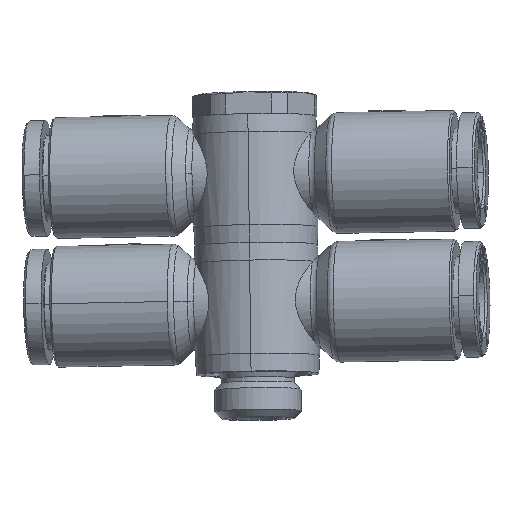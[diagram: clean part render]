
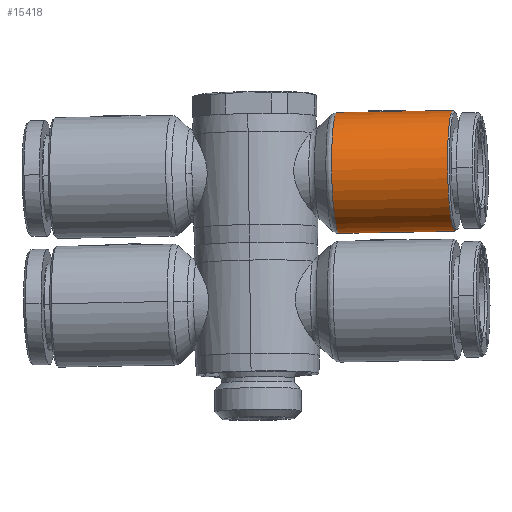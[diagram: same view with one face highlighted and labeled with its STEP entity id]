
A CAD part, front view. The second image highlights one B-rep face of the part: STEP entity #15418.
In plain terms, the highlighted cylindrical face has radius 6.8 mm (diameter 13.6 mm), a partial arc.
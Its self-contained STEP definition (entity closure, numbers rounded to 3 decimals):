
#46 = EDGE_CURVE ( 'NONE', #20808, #8336, #47757, .T. ) ;
#1119 = VECTOR ( 'NONE', #27283, 1000. ) ;
#1896 = CARTESIAN_POINT ( 'NONE',  ( -13., 0., -6.8 ) ) ;
#2350 = VECTOR ( 'NONE', #32451, 1000. ) ;
#2882 = AXIS2_PLACEMENT_3D ( 'NONE', #58868, #17684, #49744 ) ;
#3012 = VERTEX_POINT ( 'NONE', #17992 ) ;
#3712 = ORIENTED_EDGE ( 'NONE', *, *, #53305, .T. ) ;
#4955 = CARTESIAN_POINT ( 'NONE',  ( -13., 0., 6.8 ) ) ;
#5320 = CIRCLE ( 'NONE', #2882, 6.8 ) ;
#5951 = DIRECTION ( 'NONE',  ( 1., 0., 0. ) ) ;
#6436 = VERTEX_POINT ( 'NONE', #29321 ) ;
#6869 = DIRECTION ( 'NONE',  ( 1., 0., 0. ) ) ;
#7560 = CARTESIAN_POINT ( 'NONE',  ( -15., 0., 6.8 ) ) ;
#7706 = VERTEX_POINT ( 'NONE', #40434 ) ;
#8336 = VERTEX_POINT ( 'NONE', #27211 ) ;
#8543 = ORIENTED_EDGE ( 'NONE', *, *, #24253, .T. ) ;
#10566 = DIRECTION ( 'NONE',  ( 0., 0., -1. ) ) ;
#10649 = AXIS2_PLACEMENT_3D ( 'NONE', #25214, #43764, #25417 ) ;
#15418 = ADVANCED_FACE ( 'NONE', ( #50985 ), #58769, .T. ) ;
#15565 = AXIS2_PLACEMENT_3D ( 'NONE', #19941, #5951, #10566 ) ;
#17585 = DIRECTION ( 'NONE',  ( 1., 0., 0. ) ) ;
#17684 = DIRECTION ( 'NONE',  ( -1., 0., 0. ) ) ;
#17992 = CARTESIAN_POINT ( 'NONE',  ( -20.5, 0., 6.8 ) ) ;
#18024 = CIRCLE ( 'NONE', #28641, 6.8 ) ;
#18537 = CIRCLE ( 'NONE', #10649, 6.8 ) ;
#19181 = EDGE_LOOP ( 'NONE', ( #55008, #8543, #30473, #21643, #3712, #43346, #46429, #58986 ) ) ;
#19679 = EDGE_CURVE ( 'NONE', #7706, #25985, #52038, .T. ) ;
#19689 = LINE ( 'NONE', #31699, #1119 ) ;
#19941 = CARTESIAN_POINT ( 'NONE',  ( -13., 0., 0. ) ) ;
#20063 = CARTESIAN_POINT ( 'NONE',  ( -7.384, 0., 0. ) ) ;
#20808 = VERTEX_POINT ( 'NONE', #48519 ) ;
#21055 = DIRECTION ( 'NONE',  ( 1., 0., 0. ) ) ;
#21643 = ORIENTED_EDGE ( 'NONE', *, *, #41192, .T. ) ;
#23340 = EDGE_CURVE ( 'NONE', #8336, #25985, #57410, .T. ) ;
#23399 = CARTESIAN_POINT ( 'NONE',  ( -11., 0.5, 6.782 ) ) ;
#24253 = EDGE_CURVE ( 'NONE', #3012, #43021, #26599, .T. ) ;
#25214 = CARTESIAN_POINT ( 'NONE',  ( -20.5, 0., 0. ) ) ;
#25417 = DIRECTION ( 'NONE',  ( 0., 0., -1. ) ) ;
#25985 = VERTEX_POINT ( 'NONE', #42854 ) ;
#26599 = LINE ( 'NONE', #4955, #2350 ) ;
#27211 = CARTESIAN_POINT ( 'NONE',  ( -7.384, 0., -6.8 ) ) ;
#27283 = DIRECTION ( 'NONE',  ( 1., 0., 0. ) ) ;
#27769 = VECTOR ( 'NONE', #17585, 1000. ) ;
#28641 = AXIS2_PLACEMENT_3D ( 'NONE', #33045, #28849, #42432 ) ;
#28849 = DIRECTION ( 'NONE',  ( 1., 0., 0. ) ) ;
#29321 = CARTESIAN_POINT ( 'NONE',  ( -15., 0.5, 6.782 ) ) ;
#29351 = DIRECTION ( 'NONE',  ( 0., 0., -1. ) ) ;
#30473 = ORIENTED_EDGE ( 'NONE', *, *, #48967, .T. ) ;
#31699 = CARTESIAN_POINT ( 'NONE',  ( -13., 0.5, 6.782 ) ) ;
#32451 = DIRECTION ( 'NONE',  ( 1., 0., 0. ) ) ;
#33045 = CARTESIAN_POINT ( 'NONE',  ( -11., 0., 0. ) ) ;
#36894 = EDGE_CURVE ( 'NONE', #20808, #3012, #18537, .T. ) ;
#39189 = VERTEX_POINT ( 'NONE', #23399 ) ;
#39408 = AXIS2_PLACEMENT_3D ( 'NONE', #20063, #6869, #29351 ) ;
#40434 = CARTESIAN_POINT ( 'NONE',  ( -11., 0., 6.8 ) ) ;
#41192 = EDGE_CURVE ( 'NONE', #6436, #39189, #19689, .T. ) ;
#42432 = DIRECTION ( 'NONE',  ( 0., 0., -1. ) ) ;
#42854 = CARTESIAN_POINT ( 'NONE',  ( -7.384, 0., 6.8 ) ) ;
#43021 = VERTEX_POINT ( 'NONE', #7560 ) ;
#43346 = ORIENTED_EDGE ( 'NONE', *, *, #19679, .T. ) ;
#43764 = DIRECTION ( 'NONE',  ( 1., 0., 0. ) ) ;
#46429 = ORIENTED_EDGE ( 'NONE', *, *, #23340, .F. ) ;
#47757 = LINE ( 'NONE', #1896, #51361 ) ;
#48519 = CARTESIAN_POINT ( 'NONE',  ( -20.5, 0., -6.8 ) ) ;
#48967 = EDGE_CURVE ( 'NONE', #43021, #6436, #5320, .T. ) ;
#49648 = CARTESIAN_POINT ( 'NONE',  ( -13., 0., 6.8 ) ) ;
#49744 = DIRECTION ( 'NONE',  ( 0., 0., -1. ) ) ;
#50985 = FACE_OUTER_BOUND ( 'NONE', #19181, .T. ) ;
#51361 = VECTOR ( 'NONE', #21055, 1000. ) ;
#52038 = LINE ( 'NONE', #49648, #27769 ) ;
#53305 = EDGE_CURVE ( 'NONE', #39189, #7706, #18024, .T. ) ;
#55008 = ORIENTED_EDGE ( 'NONE', *, *, #36894, .T. ) ;
#57410 = CIRCLE ( 'NONE', #39408, 6.8 ) ;
#58769 = CYLINDRICAL_SURFACE ( 'NONE', #15565, 6.8 ) ;
#58868 = CARTESIAN_POINT ( 'NONE',  ( -15., 0., 0. ) ) ;
#58986 = ORIENTED_EDGE ( 'NONE', *, *, #46, .F. ) ;
